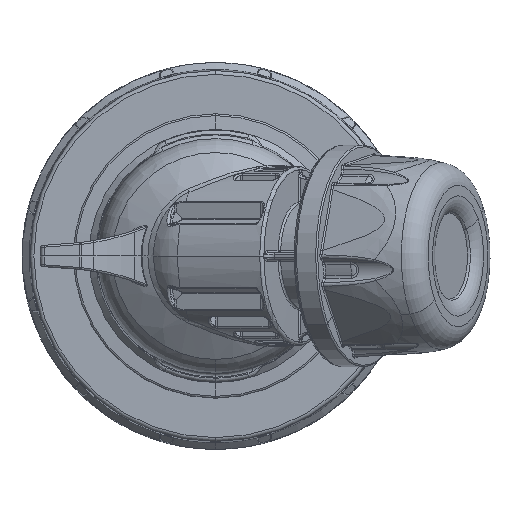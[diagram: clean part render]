
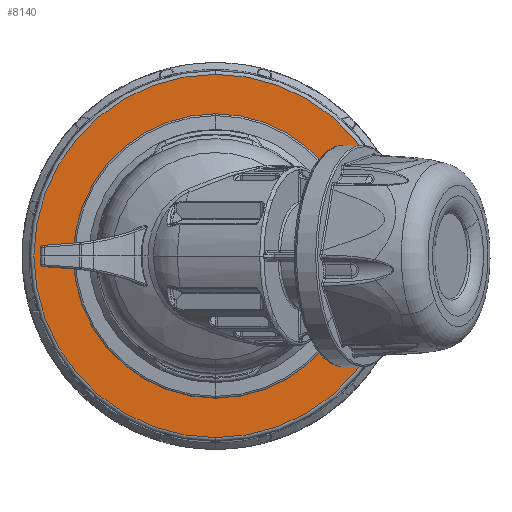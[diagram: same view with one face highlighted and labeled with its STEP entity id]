
A CAD part, left-side view. The second image highlights one B-rep face of the part: STEP entity #8140.
In plain terms, the highlighted planar face has unit normal (-1, 0, 0).
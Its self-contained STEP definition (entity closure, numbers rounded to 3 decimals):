
#161 = PLANE ( 'NONE',  #43095 ) ;
#4331 = AXIS2_PLACEMENT_3D ( 'NONE', #70843, #37542, #55680 ) ;
#6319 = DIRECTION ( 'NONE',  ( 0., 0., 1. ) ) ;
#8074 = DIRECTION ( 'NONE',  ( 0., 0., 1. ) ) ;
#8140 = ADVANCED_FACE ( 'NONE', ( #34511, #57568 ), #161, .T. ) ;
#9341 = DIRECTION ( 'NONE',  ( 0., 0., 1. ) ) ;
#9522 = CARTESIAN_POINT ( 'NONE',  ( -3., 0., -35.5 ) ) ;
#9988 = CIRCLE ( 'NONE', #57062, 35.5 ) ;
#10450 = DIRECTION ( 'NONE',  ( 0., 0., 1. ) ) ;
#11352 = CIRCLE ( 'NONE', #49912, 46.689 ) ;
#12293 = VERTEX_POINT ( 'NONE', #29195 ) ;
#13739 = DIRECTION ( 'NONE',  ( 1., 0., 0. ) ) ;
#21400 = VERTEX_POINT ( 'NONE', #57212 ) ;
#21423 = CARTESIAN_POINT ( 'NONE',  ( -3., 0., 0. ) ) ;
#23651 = ORIENTED_EDGE ( 'NONE', *, *, #49460, .T. ) ;
#24057 = CARTESIAN_POINT ( 'NONE',  ( -3., 0., 0. ) ) ;
#27246 = VERTEX_POINT ( 'NONE', #9522 ) ;
#28493 = DIRECTION ( 'NONE',  ( -1., 0., 0. ) ) ;
#29195 = CARTESIAN_POINT ( 'NONE',  ( -3., 0., 46.689 ) ) ;
#32945 = CIRCLE ( 'NONE', #36614, 35.5 ) ;
#33314 = EDGE_CURVE ( 'NONE', #27246, #21400, #9988, .T. ) ;
#34298 = EDGE_CURVE ( 'NONE', #21400, #27246, #32945, .T. ) ;
#34442 = CIRCLE ( 'NONE', #4331, 46.689 ) ;
#34511 = FACE_OUTER_BOUND ( 'NONE', #58900, .T. ) ;
#36614 = AXIS2_PLACEMENT_3D ( 'NONE', #48449, #13739, #8074 ) ;
#37542 = DIRECTION ( 'NONE',  ( -1., 0., 0. ) ) ;
#38136 = ORIENTED_EDGE ( 'NONE', *, *, #33314, .T. ) ;
#39122 = DIRECTION ( 'NONE',  ( 1., 0., 0. ) ) ;
#40165 = CARTESIAN_POINT ( 'NONE',  ( -3., 36.6, 0. ) ) ;
#43095 = AXIS2_PLACEMENT_3D ( 'NONE', #40165, #28493, #9341 ) ;
#47076 = DIRECTION ( 'NONE',  ( -1., 0., 0. ) ) ;
#48449 = CARTESIAN_POINT ( 'NONE',  ( -3., 0., 0. ) ) ;
#49460 = EDGE_CURVE ( 'NONE', #12293, #54471, #34442, .T. ) ;
#49912 = AXIS2_PLACEMENT_3D ( 'NONE', #24057, #47076, #6319 ) ;
#54471 = VERTEX_POINT ( 'NONE', #61976 ) ;
#55680 = DIRECTION ( 'NONE',  ( 0., 0., 1. ) ) ;
#56093 = ORIENTED_EDGE ( 'NONE', *, *, #58763, .T. ) ;
#57062 = AXIS2_PLACEMENT_3D ( 'NONE', #21423, #39122, #10450 ) ;
#57109 = ORIENTED_EDGE ( 'NONE', *, *, #34298, .T. ) ;
#57212 = CARTESIAN_POINT ( 'NONE',  ( -3., 0., 35.5 ) ) ;
#57568 = FACE_BOUND ( 'NONE', #67081, .T. ) ;
#58763 = EDGE_CURVE ( 'NONE', #54471, #12293, #11352, .T. ) ;
#58900 = EDGE_LOOP ( 'NONE', ( #23651, #56093 ) ) ;
#61976 = CARTESIAN_POINT ( 'NONE',  ( -3., 0., -46.689 ) ) ;
#67081 = EDGE_LOOP ( 'NONE', ( #57109, #38136 ) ) ;
#70843 = CARTESIAN_POINT ( 'NONE',  ( -3., 0., 0. ) ) ;
